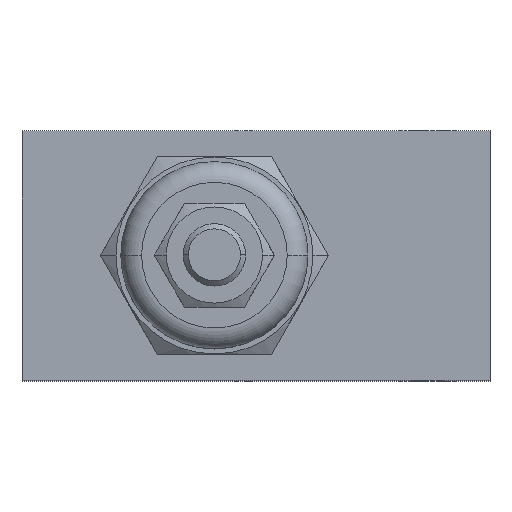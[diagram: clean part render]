
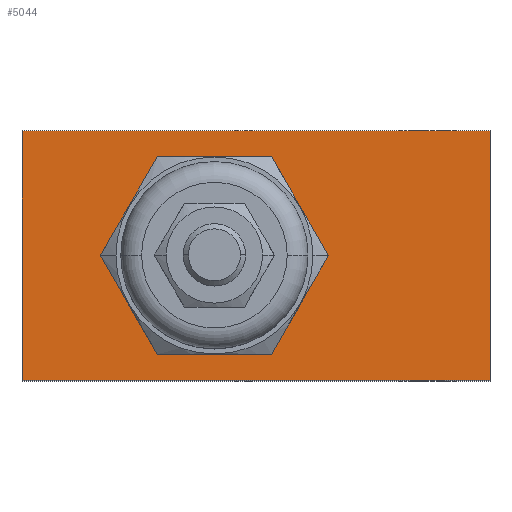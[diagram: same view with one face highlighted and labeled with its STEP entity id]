
A CAD part, top view. The second image highlights one B-rep face of the part: STEP entity #5044.
In plain terms, the highlighted planar face has unit normal (0, 0, 1).
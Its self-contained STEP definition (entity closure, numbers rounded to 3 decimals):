
#5 = DIRECTION ( 'NONE',  ( 1., 0., 0. ) ) ;
#21 = PLANE ( 'NONE',  #163 ) ;
#24 = CARTESIAN_POINT ( 'NONE',  ( 0., 0., 40. ) ) ;
#163 = AXIS2_PLACEMENT_3D ( 'NONE', #24, #6315, #5 ) ;
#270 = FACE_OUTER_BOUND ( 'NONE', #4001, .T. ) ;
#284 = FACE_BOUND ( 'NONE', #4096, .T. ) ;
#699 = CARTESIAN_POINT ( 'NONE',  ( 26.5, 12., 40. ) ) ;
#707 = CARTESIAN_POINT ( 'NONE',  ( -18.5, -12., 40. ) ) ;
#791 = CARTESIAN_POINT ( 'NONE',  ( -18.5, 12., 40. ) ) ;
#834 = CARTESIAN_POINT ( 'NONE',  ( 26.5, -12., 40. ) ) ;
#867 = CARTESIAN_POINT ( 'NONE',  ( -9., 0., 40. ) ) ;
#878 = VERTEX_POINT ( 'NONE', #867 ) ;
#953 = VERTEX_POINT ( 'NONE', #834 ) ;
#996 = VERTEX_POINT ( 'NONE', #791 ) ;
#1080 = VERTEX_POINT ( 'NONE', #707 ) ;
#1088 = VERTEX_POINT ( 'NONE', #699 ) ;
#1384 = DIRECTION ( 'NONE',  ( -1., 0., 0. ) ) ;
#1597 = DIRECTION ( 'NONE',  ( 0., -1., 0. ) ) ;
#1668 = CARTESIAN_POINT ( 'NONE',  ( -18.5, 12., 40. ) ) ;
#2050 = EDGE_CURVE ( 'NONE', #878, #5136, #3706, .T. ) ;
#2130 = EDGE_CURVE ( 'NONE', #1088, #996, #3590, .T. ) ;
#2198 = EDGE_CURVE ( 'NONE', #996, #1080, #3491, .T. ) ;
#2256 = EDGE_CURVE ( 'NONE', #5136, #878, #3408, .T. ) ;
#2257 = EDGE_CURVE ( 'NONE', #953, #1088, #3411, .T. ) ;
#2259 = EDGE_CURVE ( 'NONE', #1080, #953, #3404, .T. ) ;
#2444 = AXIS2_PLACEMENT_3D ( 'NONE', #6154, #6143, #6138 ) ;
#2501 = AXIS2_PLACEMENT_3D ( 'NONE', #5758, #5755, #5772 ) ;
#2645 = ORIENTED_EDGE ( 'NONE', *, *, #2257, .T. ) ;
#3120 = CARTESIAN_POINT ( 'NONE',  ( 9., 0., 40. ) ) ;
#3401 = VECTOR ( 'NONE', #6093, 1000. ) ;
#3404 = LINE ( 'NONE', #6099, #3401 ) ;
#3405 = VECTOR ( 'NONE', #6194, 1000. ) ;
#3408 = CIRCLE ( 'NONE', #2444, 9. ) ;
#3411 = LINE ( 'NONE', #6172, #3405 ) ;
#3489 = VECTOR ( 'NONE', #1597, 1000. ) ;
#3491 = LINE ( 'NONE', #1668, #3489 ) ;
#3585 = VECTOR ( 'NONE', #1384, 1000. ) ;
#3590 = LINE ( 'NONE', #5547, #3585 ) ;
#3706 = CIRCLE ( 'NONE', #2501, 9. ) ;
#4001 = EDGE_LOOP ( 'NONE', ( #5378, #5216, #2645, #5217 ) ) ;
#4096 = EDGE_LOOP ( 'NONE', ( #5401, #5214 ) ) ;
#5044 = ADVANCED_FACE ( 'NONE', ( #284, #270 ), #21, .T. ) ;
#5136 = VERTEX_POINT ( 'NONE', #3120 ) ;
#5214 = ORIENTED_EDGE ( 'NONE', *, *, #2050, .F. ) ;
#5216 = ORIENTED_EDGE ( 'NONE', *, *, #2259, .T. ) ;
#5217 = ORIENTED_EDGE ( 'NONE', *, *, #2130, .T. ) ;
#5378 = ORIENTED_EDGE ( 'NONE', *, *, #2198, .T. ) ;
#5401 = ORIENTED_EDGE ( 'NONE', *, *, #2256, .F. ) ;
#5547 = CARTESIAN_POINT ( 'NONE',  ( -18.5, 12., 40. ) ) ;
#5755 = DIRECTION ( 'NONE',  ( 0., 0., 1. ) ) ;
#5758 = CARTESIAN_POINT ( 'NONE',  ( 0., 0., 40. ) ) ;
#5772 = DIRECTION ( 'NONE',  ( 1., 0., 0. ) ) ;
#6093 = DIRECTION ( 'NONE',  ( 1., 0., 0. ) ) ;
#6099 = CARTESIAN_POINT ( 'NONE',  ( -18.5, -12., 40. ) ) ;
#6138 = DIRECTION ( 'NONE',  ( 1., 0., 0. ) ) ;
#6143 = DIRECTION ( 'NONE',  ( 0., 0., 1. ) ) ;
#6154 = CARTESIAN_POINT ( 'NONE',  ( 0., 0., 40. ) ) ;
#6172 = CARTESIAN_POINT ( 'NONE',  ( 26.5, 12., 40. ) ) ;
#6194 = DIRECTION ( 'NONE',  ( 0., 1., 0. ) ) ;
#6315 = DIRECTION ( 'NONE',  ( 0., 0., 1. ) ) ;
